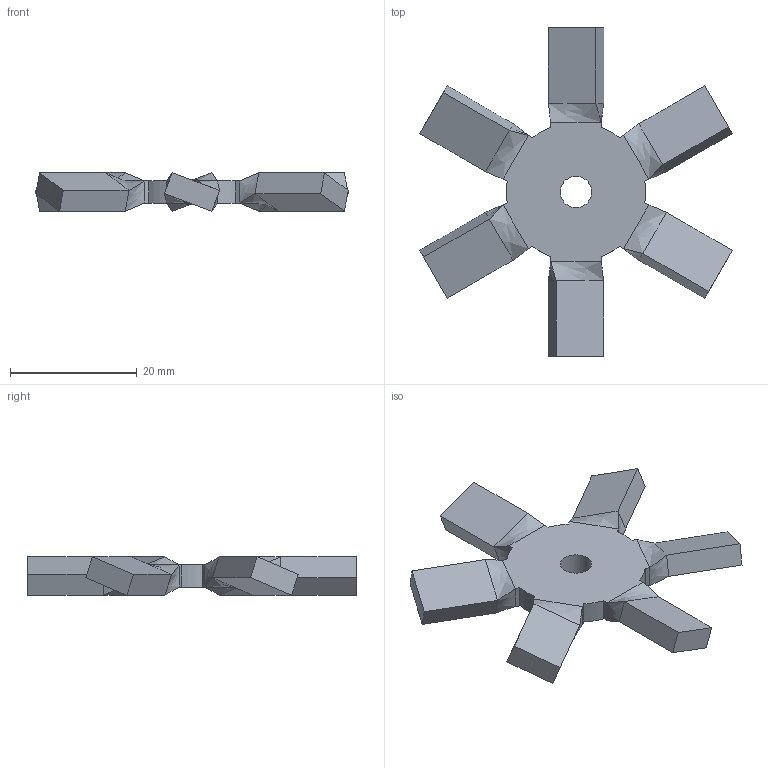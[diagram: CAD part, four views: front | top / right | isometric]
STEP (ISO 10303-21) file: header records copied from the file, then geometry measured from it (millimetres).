
FILE_DESCRIPTION(/* description */ (''),/* implementation_level */ '2;1');
FILE_NAME(/* name */ '20200722 - Vertical Fan Hub - Metallic plate - Top - v1.stp',/* time_stamp */ '2020-07-22T15:00:34+02:00',/* author */ ('Ascendance-FT'),/* organization */ (''),/* preprocessor_version */ 'ST-DEVELOPER v17.2',/* originating_system */ 'Autodesk Inventor 2019',/* authorisation */ '');
FILE_SCHEMA (('AUTOMOTIVE_DESIGN { 1 0 10303 214 3 1 1 }'));
Length unit declared in the file: millimetre
Products named in the file (1): 20200722 - Vertical Fan Hub - Metallic plate - Top - v1
Bounding box: 49.39 x 52 x 6.08 mm (x, y, z)
Volume: 3813.2 mm3; surface area: 3146.4 mm2
Topology: 1 solids, 1 shells, 75 faces, 221 edges, 148 vertices
Faces by surface type: plane 44, bspline 24, cylinder 7
Full cylindrical faces by diameter (mm): 4.98 x1
Entity records: 2800 total; most frequent: CARTESIAN_POINT 805, ORIENTED_EDGE 442, DIRECTION 341, EDGE_CURVE 221, LINE 205, VECTOR 205, VERTEX_POINT 148, EDGE_LOOP 77
